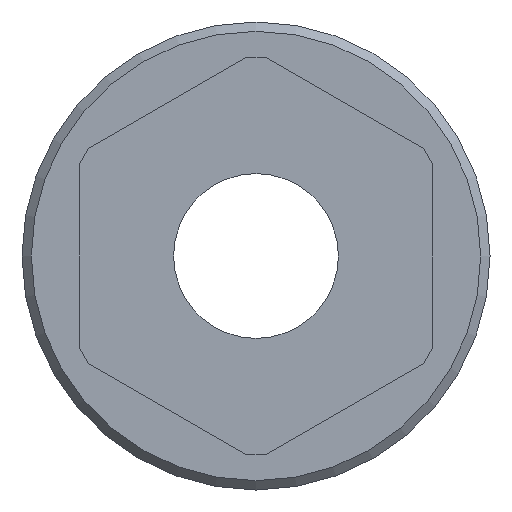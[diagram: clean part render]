
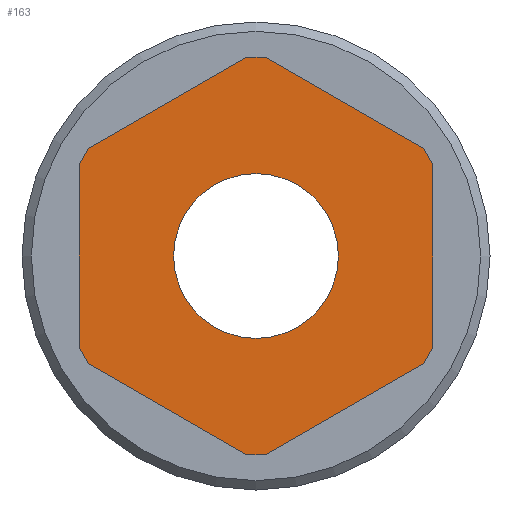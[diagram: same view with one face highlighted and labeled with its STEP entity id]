
A CAD part, left-side view. The second image highlights one B-rep face of the part: STEP entity #163.
In plain terms, the highlighted planar face has unit normal (-1, 0, 0).
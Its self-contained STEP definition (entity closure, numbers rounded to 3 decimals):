
#24=CARTESIAN_POINT('',(-6.,4.4,0.));
#25=VERTEX_POINT('',#24);
#26=CARTESIAN_POINT('',(-6.,0.,0.));
#27=DIRECTION('',(1.,0.,0.));
#28=DIRECTION('',(0.,-1.,0.));
#29=AXIS2_PLACEMENT_3D('',#26,#27,#28);
#30=CIRCLE('',#29,4.4);
#31=EDGE_CURVE('',#25,#25,#30,.T.);
#57=CARTESIAN_POINT('',(-6.,-9.45,4.879));
#58=VERTEX_POINT('',#57);
#59=CARTESIAN_POINT('',(-6.,-8.95,5.745));
#60=VERTEX_POINT('',#59);
#61=CARTESIAN_POINT('',(-6.,-10.833,2.483));
#62=DIRECTION('',(0.,0.5,0.866));
#63=VECTOR('',#62,1.);
#64=LINE('',#61,#63);
#65=EDGE_CURVE('',#58,#60,#64,.T.);
#66=ORIENTED_EDGE('',*,*,#65,.T.);
#67=CARTESIAN_POINT('',(-6.,-0.5,10.623));
#68=VERTEX_POINT('',#67);
#69=CARTESIAN_POINT('',(-6.,-8.733,5.87));
#70=DIRECTION('',(0.,0.866,0.5));
#71=VECTOR('',#70,1.);
#72=LINE('',#69,#71);
#73=EDGE_CURVE('',#60,#68,#72,.T.);
#74=ORIENTED_EDGE('',*,*,#73,.T.);
#75=CARTESIAN_POINT('',(-6.,0.5,10.623));
#76=VERTEX_POINT('',#75);
#77=CARTESIAN_POINT('',(-6.,-4.75,10.623));
#78=DIRECTION('',(0.,1.,0.));
#79=VECTOR('',#78,1.);
#80=LINE('',#77,#79);
#81=EDGE_CURVE('',#68,#76,#80,.T.);
#82=ORIENTED_EDGE('',*,*,#81,.T.);
#83=CARTESIAN_POINT('',(-6.,8.95,5.745));
#84=VERTEX_POINT('',#83);
#85=CARTESIAN_POINT('',(-6.,1.608,9.983));
#86=DIRECTION('',(0.,0.866,-0.5));
#87=VECTOR('',#86,1.);
#88=LINE('',#85,#87);
#89=EDGE_CURVE('',#76,#84,#88,.T.);
#90=ORIENTED_EDGE('',*,*,#89,.T.);
#91=CARTESIAN_POINT('',(-6.,9.45,4.879));
#92=VERTEX_POINT('',#91);
#93=CARTESIAN_POINT('',(-6.,8.458,6.596));
#94=DIRECTION('',(0.,0.5,-0.866));
#95=VECTOR('',#94,1.);
#96=LINE('',#93,#95);
#97=EDGE_CURVE('',#84,#92,#96,.T.);
#98=ORIENTED_EDGE('',*,*,#97,.T.);
#99=CARTESIAN_POINT('',(-6.,9.45,-4.879));
#100=VERTEX_POINT('',#99);
#101=CARTESIAN_POINT('',(-6.,9.45,-1.029));
#102=DIRECTION('',(0.,0.,-1.));
#103=VECTOR('',#102,1.);
#104=LINE('',#101,#103);
#105=EDGE_CURVE('',#92,#100,#104,.T.);
#106=ORIENTED_EDGE('',*,*,#105,.T.);
#107=CARTESIAN_POINT('',(-6.,8.95,-5.745));
#108=VERTEX_POINT('',#107);
#109=CARTESIAN_POINT('',(-6.,7.567,-8.14));
#110=DIRECTION('',(0.,-0.5,-0.866));
#111=VECTOR('',#110,1.);
#112=LINE('',#109,#111);
#113=EDGE_CURVE('',#100,#108,#112,.T.);
#114=ORIENTED_EDGE('',*,*,#113,.T.);
#115=CARTESIAN_POINT('',(-6.,0.5,-10.623));
#116=VERTEX_POINT('',#115);
#117=CARTESIAN_POINT('',(-6.,0.717,-10.498));
#118=DIRECTION('',(0.,-0.866,-0.5));
#119=VECTOR('',#118,1.);
#120=LINE('',#117,#119);
#121=EDGE_CURVE('',#108,#116,#120,.T.);
#122=ORIENTED_EDGE('',*,*,#121,.T.);
#123=CARTESIAN_POINT('',(-6.,-0.5,-10.623));
#124=VERTEX_POINT('',#123);
#125=CARTESIAN_POINT('',(-6.,-4.75,-10.623));
#126=DIRECTION('',(0.,-1.,0.));
#127=VECTOR('',#126,1.);
#128=LINE('',#125,#127);
#129=EDGE_CURVE('',#116,#124,#128,.T.);
#130=ORIENTED_EDGE('',*,*,#129,.T.);
#131=CARTESIAN_POINT('',(-6.,-8.95,-5.745));
#132=VERTEX_POINT('',#131);
#133=CARTESIAN_POINT('',(-6.,-7.842,-6.384));
#134=DIRECTION('',(0.,-0.866,0.5));
#135=VECTOR('',#134,1.);
#136=LINE('',#133,#135);
#137=EDGE_CURVE('',#124,#132,#136,.T.);
#138=ORIENTED_EDGE('',*,*,#137,.T.);
#139=CARTESIAN_POINT('',(-6.,-9.45,-4.879));
#140=VERTEX_POINT('',#139);
#141=CARTESIAN_POINT('',(-6.,-9.942,-4.027));
#142=DIRECTION('',(0.,-0.5,0.866));
#143=VECTOR('',#142,1.);
#144=LINE('',#141,#143);
#145=EDGE_CURVE('',#132,#140,#144,.T.);
#146=ORIENTED_EDGE('',*,*,#145,.T.);
#147=CARTESIAN_POINT('',(-6.,-9.45,-1.029));
#148=DIRECTION('',(0.,0.,1.));
#149=VECTOR('',#148,1.);
#150=LINE('',#147,#149);
#151=EDGE_CURVE('',#140,#58,#150,.T.);
#152=ORIENTED_EDGE('',*,*,#151,.T.);
#153=EDGE_LOOP('',(#66,#74,#82,#90,#98,#106,#114,#122,#130,#138,#146,#152));
#154=FACE_OUTER_BOUND('',#153,.T.);
#155=ORIENTED_EDGE('',*,*,#31,.T.);
#156=EDGE_LOOP('',(#155));
#157=FACE_BOUND('',#156,.T.);
#158=CARTESIAN_POINT('',(-6.,-9.5,-2.059));
#159=DIRECTION('',(1.,0.,0.));
#160=DIRECTION('',(0.,-1.,0.));
#161=AXIS2_PLACEMENT_3D('',#158,#159,#160);
#162=PLANE('',#161);
#163=ADVANCED_FACE('',(#154,#157),#162,.F.);
